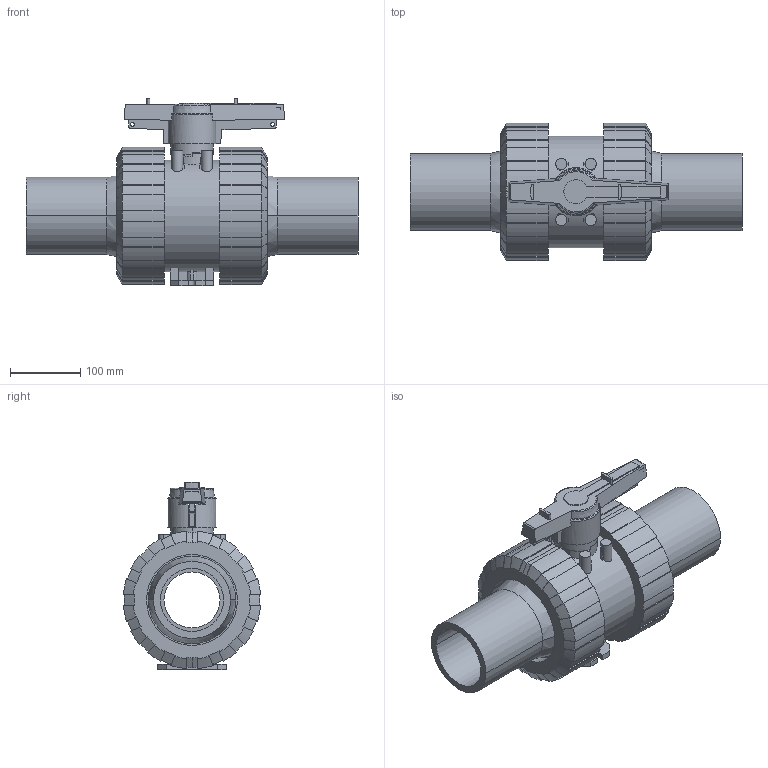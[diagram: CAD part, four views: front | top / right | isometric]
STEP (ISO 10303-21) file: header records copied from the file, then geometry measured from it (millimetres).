
FILE_DESCRIPTION(('STEP AP214'),'1');
FILE_NAME('cctmp_EAAA628C-1D8D-472A-B4B5-E96B0CCDE3A2_2021_10_21_08_08_38_0186..stp','2021-10-21T06:08:38',('Praher Valves GmbH'),('CADClick - www.CADClick.com'),'Spatial InterOp 3D',' ','unknown authorization');
FILE_SCHEMA(('AUTOMOTIVE_DESIGN'));
Length unit declared in the file: millimetre
Products named in the file (7): cc_unnamed; 210565_5; 210565_4; 210565_3; 210565_2; 210565_1; 210565
Assembly tree (6 placements, depth 2):
  cc_unnamed
    210565_5
    210565_4
    210565_3
    210565_2
    210565_1
    210565
Bounding box: 474 x 195.88 x 268.4 mm (x, y, z)
Volume: 5727516.5 mm3; surface area: 692640.1 mm2
Topology: 6 solids, 6 shells, 447 faces, 1277 edges, 848 vertices
Faces by surface type: plane 215, cylinder 140, cone 84, torus 8
Entity records: 18968 total; most frequent: CARTESIAN_POINT 3586, ORIENTED_EDGE 2554, DIRECTION 2433, EDGE_CURVE 1277, AXIS2_PLACEMENT_3D 894, VERTEX_POINT 848, LINE 645, VECTOR 645
